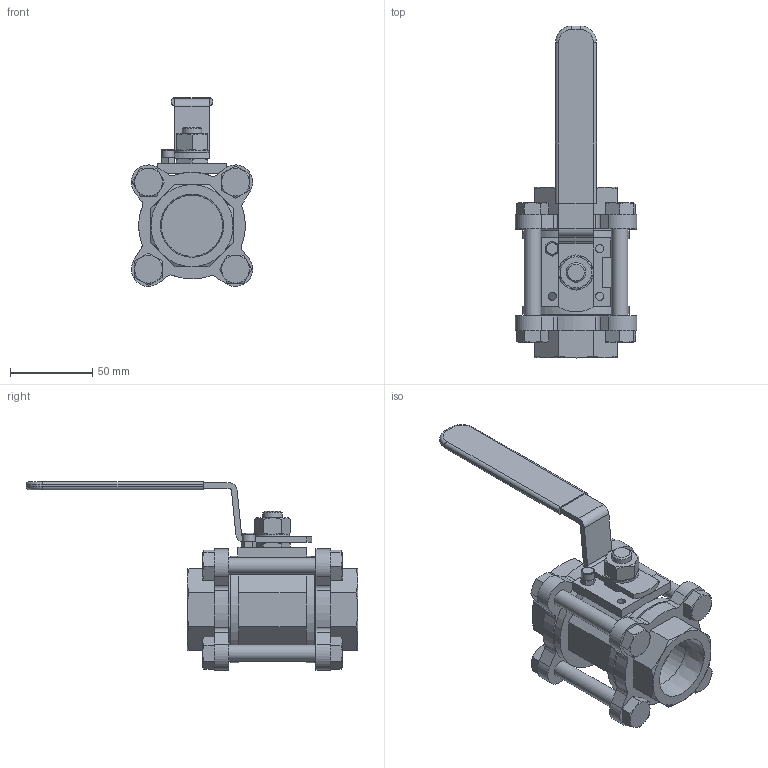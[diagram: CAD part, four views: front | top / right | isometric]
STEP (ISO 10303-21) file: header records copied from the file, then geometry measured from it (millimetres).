
FILE_DESCRIPTION(/* description */ (''),/* implementation_level */ '2;1');
FILE_NAME(/* name */ 'bv100-032-screw-00.stp',/* time_stamp */ '2019-08-19T14:46:08+09:00',/* author */ ('nakaot'),/* organization */ (''),/* preprocessor_version */ 'ST-DEVELOPER v18',/* originating_system */ 'Autodesk Inventor 2020',/* authorisation */ '');
FILE_SCHEMA (('AUTOMOTIVE_DESIGN { 1 0 10303 214 3 1 1 }'));
Length unit declared in the file: millimetre
Products named in the file (1): bv100-032-screw-00
Bounding box: 73.99 x 202 x 115 mm (x, y, z)
Volume: 279895.2 mm3; surface area: 71023.7 mm2
Topology: 1 solids, 5 shells, 357 faces, 875 edges, 547 vertices
Faces by surface type: plane 183, cone 97, cylinder 72, torus 5
Full cylindrical faces by diameter (mm): 5 x4, 8 x5, 10 x3, 12 x1, 20 x1, 21 x1, 37.313 x2
Entity records: 10354 total; most frequent: CARTESIAN_POINT 2163, ORIENTED_EDGE 1764, DIRECTION 1673, EDGE_CURVE 882, AXIS2_PLACEMENT_3D 621, VERTEX_POINT 547, LINE 431, VECTOR 431
